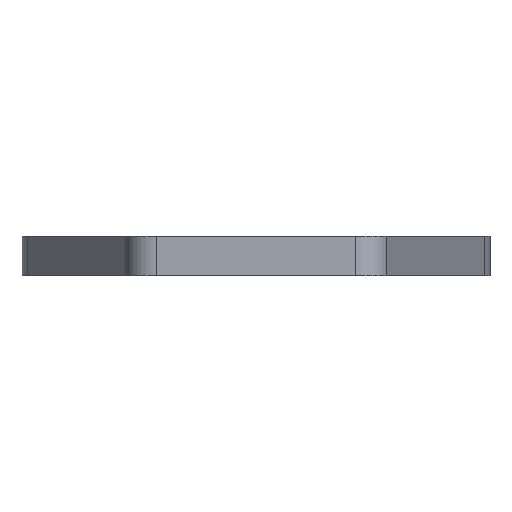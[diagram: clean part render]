
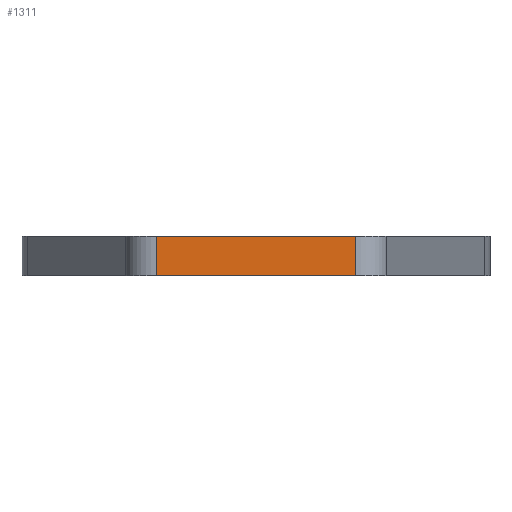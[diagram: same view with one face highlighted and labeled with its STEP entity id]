
A CAD part, front view. The second image highlights one B-rep face of the part: STEP entity #1311.
In plain terms, the highlighted planar face has unit normal (0, -1, 0).
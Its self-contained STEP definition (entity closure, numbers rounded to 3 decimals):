
#74 = CARTESIAN_POINT ( 'NONE',  ( -31.93, -170., 12.7 ) ) ;
#136 = CARTESIAN_POINT ( 'NONE',  ( 31.93, -170., 0. ) ) ;
#174 = LINE ( 'NONE', #136, #1399 ) ;
#184 = DIRECTION ( 'NONE',  ( 0., 0., -1. ) ) ;
#233 = DIRECTION ( 'NONE',  ( 1., 0., 0. ) ) ;
#319 = CARTESIAN_POINT ( 'NONE',  ( -31.93, -170., 0. ) ) ;
#376 = DIRECTION ( 'NONE',  ( 0., 0., -1. ) ) ;
#425 = LINE ( 'NONE', #865, #2610 ) ;
#458 = VECTOR ( 'NONE', #1885, 1000. ) ;
#528 = CARTESIAN_POINT ( 'NONE',  ( 31.93, -170., 0. ) ) ;
#721 = LINE ( 'NONE', #1514, #2187 ) ;
#730 = VERTEX_POINT ( 'NONE', #319 ) ;
#777 = DIRECTION ( 'NONE',  ( 0., 0., 1. ) ) ;
#808 = EDGE_CURVE ( 'NONE', #1694, #1617, #174, .T. ) ;
#865 = CARTESIAN_POINT ( 'NONE',  ( -40., -170., 0. ) ) ;
#970 = AXIS2_PLACEMENT_3D ( 'NONE', #2561, #1785, #184 ) ;
#1167 = EDGE_CURVE ( 'NONE', #1612, #1617, #1468, .T. ) ;
#1263 = EDGE_CURVE ( 'NONE', #1612, #730, #721, .T. ) ;
#1266 = CARTESIAN_POINT ( 'NONE',  ( 31.93, -170., 12.7 ) ) ;
#1311 = ADVANCED_FACE ( 'NONE', ( #2201 ), #2415, .T. ) ;
#1393 = ORIENTED_EDGE ( 'NONE', *, *, #1167, .F. ) ;
#1399 = VECTOR ( 'NONE', #777, 1000. ) ;
#1459 = EDGE_CURVE ( 'NONE', #730, #1694, #425, .T. ) ;
#1468 = LINE ( 'NONE', #2513, #458 ) ;
#1514 = CARTESIAN_POINT ( 'NONE',  ( -31.93, -170., 0. ) ) ;
#1612 = VERTEX_POINT ( 'NONE', #74 ) ;
#1617 = VERTEX_POINT ( 'NONE', #1266 ) ;
#1640 = EDGE_LOOP ( 'NONE', ( #1393, #1650, #2336, #2330 ) ) ;
#1650 = ORIENTED_EDGE ( 'NONE', *, *, #1263, .T. ) ;
#1694 = VERTEX_POINT ( 'NONE', #528 ) ;
#1785 = DIRECTION ( 'NONE',  ( 0., -1., 0. ) ) ;
#1885 = DIRECTION ( 'NONE',  ( 1., 0., 0. ) ) ;
#2187 = VECTOR ( 'NONE', #376, 1000. ) ;
#2201 = FACE_OUTER_BOUND ( 'NONE', #1640, .T. ) ;
#2330 = ORIENTED_EDGE ( 'NONE', *, *, #808, .T. ) ;
#2336 = ORIENTED_EDGE ( 'NONE', *, *, #1459, .T. ) ;
#2415 = PLANE ( 'NONE',  #970 ) ;
#2513 = CARTESIAN_POINT ( 'NONE',  ( -40., -170., 12.7 ) ) ;
#2561 = CARTESIAN_POINT ( 'NONE',  ( -40., -170., 0. ) ) ;
#2610 = VECTOR ( 'NONE', #233, 1000. ) ;
